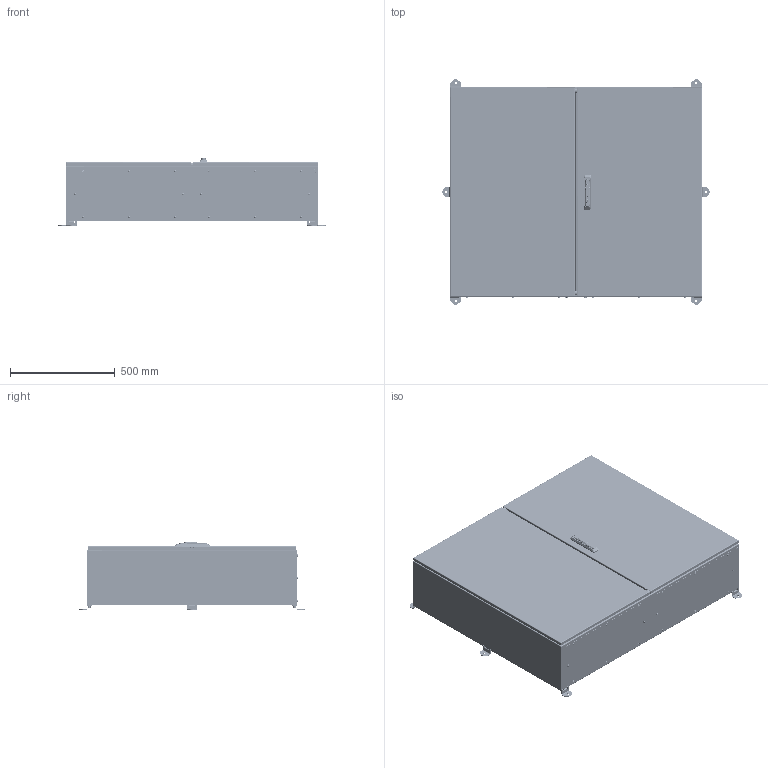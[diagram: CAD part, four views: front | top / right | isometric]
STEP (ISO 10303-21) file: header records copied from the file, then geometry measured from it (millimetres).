
FILE_DESCRIPTION (( 'STEP AP214' ), '1' );
FILE_NAME ('31.120.100.28.STEP', '2025-11-27T05:54:41', ( '' ), ( '' ), 'SwSTEP 2.0', 'SolidWorks 2021', '' );
FILE_SCHEMA (( 'AUTOMOTIVE_DESIGN' ));
Length unit declared in the file: millimetre
Products named in the file (55): 3.step; Øàéáà îöèíêîâàííàÿ Ì8; 31.120.100.00-01-02 Äâåðü ëåâàÿ; 妈眚 DIN 912-󋔊0-Zn; Ãàñêåòèíã êðûøêè W1200D280; Âèíò Ì4; Âèíò DIN 967 Ì5õ16 ñ ïîëóêðóãëîé ãîëîâêîé ñ êðåñòîîáðàçíûì øëèöåì; Ïðîôèëü äâåðè H1000; Êîëüöî ñòîïîðíîå äëÿ øàðíèðà; Øàðíèð îòâåòíàÿ ÷àñòü; S3B4504 ????????.stp; 4.step; 31.000.100.28-08 捘; Øàðíèð âíåøíÿÿ ÷àñòü; 6.step; ﾘ琺矜 ⅰⅱ浯; Ëåíòà óïëîòíèòåëüíàÿ Í1000; Âòóëêà øàðíèðà; 1.step; 11.step; 2.step; Çóá÷àòàÿ øàéáà Ì5; 31.000.100.28-08 Áîêîâàÿ ñòåíêà; 31.120.100.00-01-02 捘; ﾒ聰 葢褞浯 ﾍ500; Ñèëèêîíîâàÿ çàãëóøêà çàçåìëåíèÿ D12; Ïðîñòàâêà; ﾒ聰 葢褞浯 ﾍ400; Óïëîòíèòåëü äâóñòâîð÷àòûõ äâåðåé; 5.step; 31.120.100.00-04 Ìîíòàæíàÿ ïàíåëü; 31.060.000.28-03 捘; Ãàñêåòèíã äâåðè 600õ1000; 8.step; 31.120.100.28-02 扻豵鵨; 31.060.000.28-03 Êðûøêà; 31.120.100.28; Øïèëüêà ïðèâàðíàÿ Ì8õ25; Ãàéêà M6 DIN6923.step; Øïèëüêà ïðèâàðíàÿ Ì6õ16 ...
Assembly tree (184 placements, depth 4):
  31.120.100.28
    31.120.100.28-02 捘
      31.120.100.28-02 扻豵鵨
      Øïèëüêà ïðèâàðíàÿ Ì8õ25  x6
      Çàêëåïêà ðåçüáîâàÿ Ì8 ãëóõàÿ øåñòèãðàííàÿ ñ óìåíüøåííûì áîðòîì  x6
      Çàêëåïêà ðåçüáîâàÿ Ì5 øåñòèãðàííàÿ ñ óìåíüøåííûì áîðòîì  x16
    31.000.100.28-08 捘  x2
      31.000.100.28-08 Áîêîâàÿ ñòåíêà
      Øïèëüêà ïðèâàðíàÿ Ì6õ16
    Øàðíèð âíåøíÿÿ ÷àñòü  x6
    Øàðíèð îòâåòíàÿ ÷àñòü  x6
    Âèíò Ì4  x12
    Âòóëêà øàðíèðà  x6
    31.120.100.00-01-01 捘
      31.120.100.00-01-01 Äâåðü ïðàâàÿ
      Øïèëüêà ïðèâàðíàÿ Ì6õ16  x4
      Øàðíèð ïðèâàðíàÿ ÷àñòü  x3
      Ïðîôèëü äâåðè H1000  x2
      006.DD.CC.step
        1.step
        2.step
        3.step
        4.step
        5.step
        6.step
        7.step  x2
        8.step
        9.step
        10.step
        11.step
      Äåðæàòåëü êðóãëîé òÿãè  x2
      ﾘ琺矜 ⅰⅱ浯  x2
      S3B4504 ????????.stp
      ﾒ聰 葢褞浯 ﾍ400
      ﾒ聰 葢褞浯 ﾍ500
      Íàêîíå÷íèê òÿãè  x2
      Ãàñêåòèíã äâåðè 600õ1000
    31.060.000.28-03 捘  x2
      31.060.000.28-03 Êðûøêà
      Ãàñêåòèíã êðûøêè W1200D280
    Âèíò DIN 967 Ì5õ16 ñ ïîëóêðóãëîé ãîëîâêîé ñ êðåñòîîáðàçíûì øëèöåì  x17
    31.120.100.00-04 捘
      31.120.100.00-04 Ìîíòàæíàÿ ïàíåëü
      Çàêëåïêà ðåçüáîâàÿ Ì6 øåñòèãðàííàÿ ñ óìåíüøåííûì áîðòîì  x4
    Ãàéêà M6 DIN6923.step  x6
    Ïðîñòàâêà  x6
    妈眚 DIN 912-󋔊0-Zn  x6
    Íàñòåííîå êðåïëåíèå  x6
    Ñèëèêîíîâàÿ çàãëóøêà çàçåìëåíèÿ D12  x3
    Øàéáà îöèíêîâàííàÿ Ì8  x6
    Êîëüöî ñòîïîðíîå äëÿ øàðíèðà  x6
    31.120.100.00-01-02 捘
      31.120.100.00-01-02 Äâåðü ëåâàÿ
      Øïèëüêà ïðèâàðíàÿ Ì6õ16  x2
      Øàðíèð ïðèâàðíàÿ ÷àñòü  x3
      Ãàñêåòèíã äâåðè 600õ1000
      Ïðîôèëü äâåðè H1000  x2
      Ëåíòà óïëîòíèòåëüíàÿ Í1000  x2
    Óïëîòíèòåëü äâóñòâîð÷àòûõ äâåðåé  x2
    Çóá÷àòàÿ øàéáà Ì5  x4
Bounding box: 1274.84 x 1074.84 x 324 mm (x, y, z)
Volume: 9117120.8 mm3; surface area: 10868057.1 mm2
Topology: 181 solids, 181 shells, 8770 faces, 23403 edges, 15144 vertices
Faces by surface type: plane 4102, cylinder 3585, cone 463, torus 294, bspline 279, sphere 47
Entity records: 117424 total; most frequent: CARTESIAN_POINT 43181, ORIENTED_EDGE 15648, DIRECTION 14060, EDGE_CURVE 7824, VERTEX_POINT 5128, VECTOR 4692, LINE 4692, AXIS2_PLACEMENT_3D 4684
